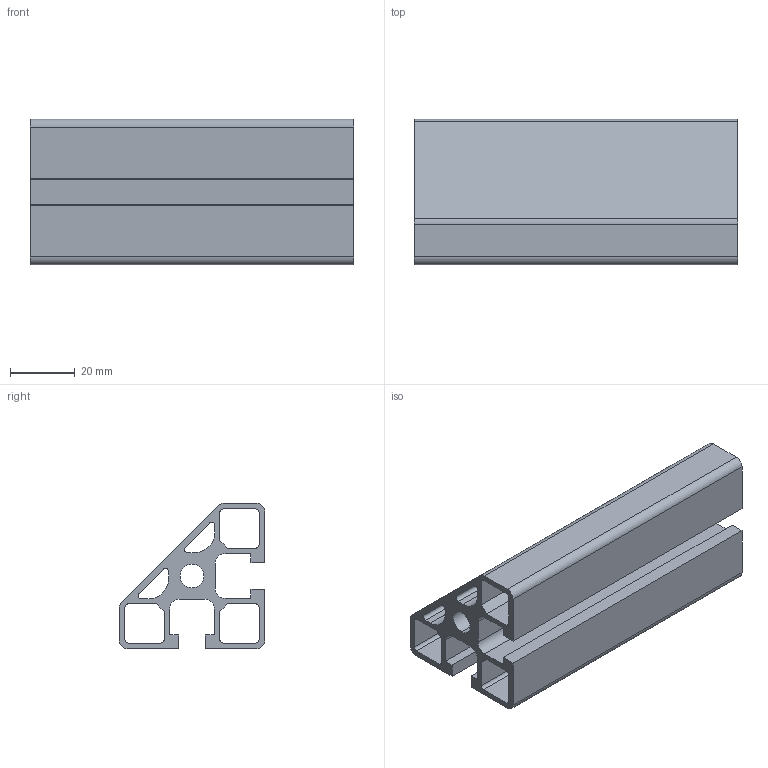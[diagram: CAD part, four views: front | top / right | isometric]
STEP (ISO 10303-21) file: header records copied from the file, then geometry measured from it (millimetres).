
FILE_DESCRIPTION (( 'STEP AP214' ), '1' );
FILE_NAME ('084.101.013.STEP', '2020-07-23T07:03:58', ( '' ), ( '' ), 'SwSTEP 2.0', 'SolidWorks 2018', '' );
FILE_SCHEMA (( 'AUTOMOTIVE_DESIGN' ));
Length unit declared in the file: millimetre
Products named in the file (1): 084.101.013
Bounding box: 100 x 45 x 45 mm (x, y, z)
Volume: 59092.9 mm3; surface area: 46691.8 mm2
Topology: 1 solids, 1 shells, 72 faces, 210 edges, 140 vertices
Faces by surface type: plane 44, cylinder 28
Entity records: 2448 total; most frequent: CARTESIAN_POINT 423, ORIENTED_EDGE 420, DIRECTION 412, EDGE_CURVE 210, VECTOR 154, LINE 154, VERTEX_POINT 140, AXIS2_PLACEMENT_3D 129
